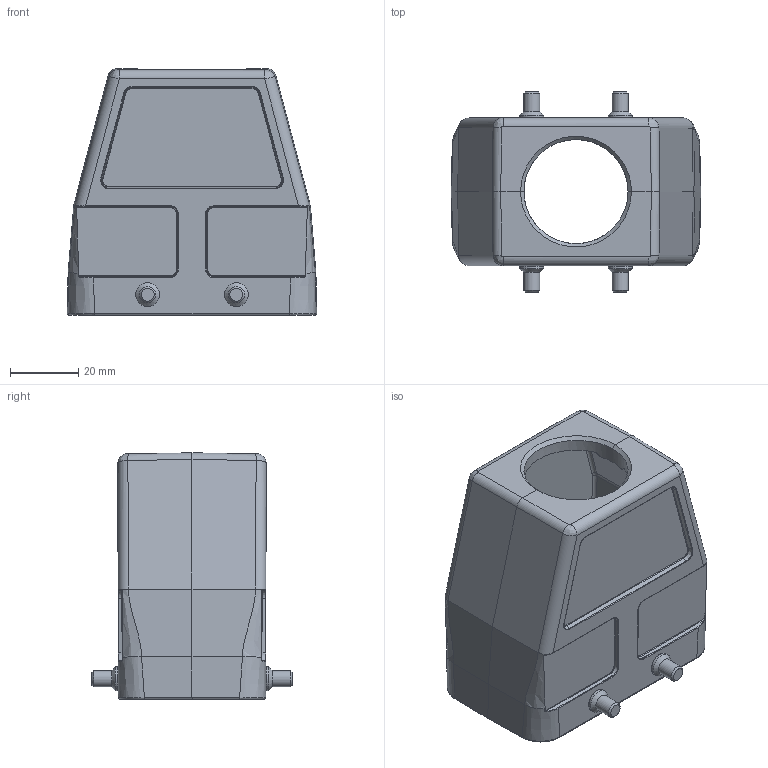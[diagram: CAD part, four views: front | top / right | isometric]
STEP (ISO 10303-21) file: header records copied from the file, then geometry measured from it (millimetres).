
FILE_DESCRIPTION(/* description */ (''),/* implementation_level */ '2;1');
FILE_NAME(/* name */ 'H10B-TEH-4B-XXX.stp',/* time_stamp */ '2022-09-04T08:53:23+08:00',/* author */ (''),/* organization */ (''),/* preprocessor_version */ 'ST-DEVELOPER v16',/* originating_system */ 'SIEMENS PLM Software NX 10.0',/* authorisation */ '');
FILE_SCHEMA (('AUTOMOTIVE_DESIGN { 1 0 10303 214 3 1 1 1 }'));
Length unit declared in the file: millimetre
Products named in the file (1): Admi14A87516cp5b
Bounding box: 73.06 x 58.71 x 72.22 mm (x, y, z)
Volume: 53727.5 mm3; surface area: 33034.7 mm2
Topology: 1 solids, 1 shells, 360 faces, 889 edges, 542 vertices
Faces by surface type: cylinder 137, bspline 106, plane 99, cone 8, sphere 6, torus 4
Full cylindrical faces by diameter (mm): 2.3 x4, 3 x4, 3.4 x4, 4.8 x4, 7 x4, 30.5 x1
Entity records: 15277 total; most frequent: CARTESIAN_POINT 7769, ORIENTED_EDGE 1686, DIRECTION 1305, EDGE_CURVE 843, VERTEX_POINT 535, AXIS2_PLACEMENT_3D 505, EDGE_LOOP 412, ADVANCED_FACE 360
